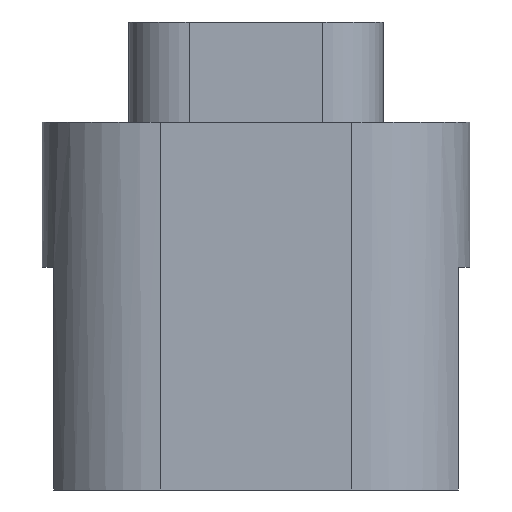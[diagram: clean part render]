
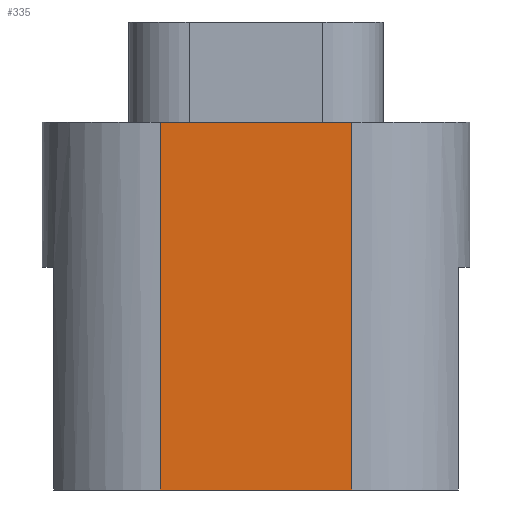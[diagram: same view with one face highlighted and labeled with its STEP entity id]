
A CAD part, front view. The second image highlights one B-rep face of the part: STEP entity #335.
In plain terms, the highlighted planar face has unit normal (0, -1, 0).
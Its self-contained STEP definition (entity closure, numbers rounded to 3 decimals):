
#58 = VERTEX_POINT('',#59);
#59 = CARTESIAN_POINT('',(-2.15,-2.65,8.25));
#66 = EDGE_CURVE('',#67,#58,#69,.T.);
#67 = VERTEX_POINT('',#68);
#68 = CARTESIAN_POINT('',(-2.15,-2.65,0.));
#69 = LINE('',#70,#71);
#70 = CARTESIAN_POINT('',(-2.15,-2.65,0.));
#71 = VECTOR('',#72,1.);
#72 = DIRECTION('',(0.,0.,1.));
#284 = EDGE_CURVE('',#67,#285,#287,.T.);
#285 = VERTEX_POINT('',#286);
#286 = CARTESIAN_POINT('',(2.15,-2.65,0.));
#287 = LINE('',#288,#289);
#288 = CARTESIAN_POINT('',(-2.15,-2.65,0.));
#289 = VECTOR('',#290,1.);
#290 = DIRECTION('',(1.,0.,0.));
#335 = ADVANCED_FACE('',(#336),#354,.F.);
#336 = FACE_BOUND('',#337,.F.);
#337 = EDGE_LOOP('',(#338,#339,#347,#353));
#338 = ORIENTED_EDGE('',*,*,#66,.T.);
#339 = ORIENTED_EDGE('',*,*,#340,.T.);
#340 = EDGE_CURVE('',#58,#341,#343,.T.);
#341 = VERTEX_POINT('',#342);
#342 = CARTESIAN_POINT('',(2.15,-2.65,8.25));
#343 = LINE('',#344,#345);
#344 = CARTESIAN_POINT('',(-2.15,-2.65,8.25));
#345 = VECTOR('',#346,1.);
#346 = DIRECTION('',(1.,0.,0.));
#347 = ORIENTED_EDGE('',*,*,#348,.F.);
#348 = EDGE_CURVE('',#285,#341,#349,.T.);
#349 = LINE('',#350,#351);
#350 = CARTESIAN_POINT('',(2.15,-2.65,0.));
#351 = VECTOR('',#352,1.);
#352 = DIRECTION('',(0.,0.,1.));
#353 = ORIENTED_EDGE('',*,*,#284,.F.);
#354 = PLANE('',#355);
#355 = AXIS2_PLACEMENT_3D('',#356,#357,#358);
#356 = CARTESIAN_POINT('',(-2.15,-2.65,0.));
#357 = DIRECTION('',(0.,1.,0.));
#358 = DIRECTION('',(1.,0.,0.));
